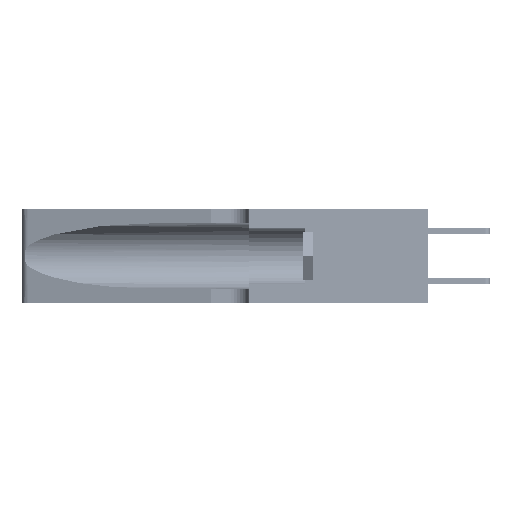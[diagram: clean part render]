
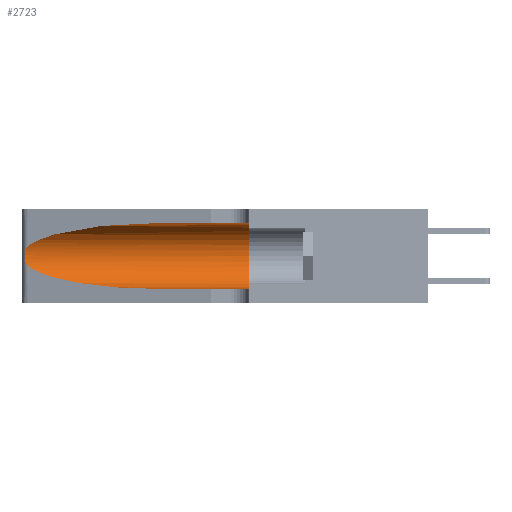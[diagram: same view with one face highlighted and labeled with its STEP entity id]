
A CAD part, left-side view. The second image highlights one B-rep face of the part: STEP entity #2723.
In plain terms, the highlighted cylindrical face has radius 3.308 mm (diameter 6.617 mm), a partial arc.
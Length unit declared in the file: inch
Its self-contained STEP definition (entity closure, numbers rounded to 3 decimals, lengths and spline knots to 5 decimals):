
#265 = ORIENTED_EDGE ( 'NONE', *, *, #42273, .F. ) ;
#1965 = B_SPLINE_CURVE_WITH_KNOTS ( 'NONE', 3,
 ( #16846, #39500, #26440, #29928, #3418, #10001, #19602, #36555, #42806, #29793, #10411, #40582, #16978, #30580 ),
 .UNSPECIFIED., .F., .F.,
 ( 4, 2, 2, 2, 2, 2, 4 ),
 ( 0., 0.00027, 0.00053, 0.00107, 0.0016, 0.00187, 0.00214 ),
 .UNSPECIFIED. ) ;
#2723 = ADVANCED_FACE ( 'NONE', ( #25503 ), #35325, .F. ) ;
#2959 = DIRECTION ( 'NONE',  ( 0., -1., 0. ) ) ;
#3044 = CARTESIAN_POINT ( 'NONE',  ( 0.1305, 1.61858, 0.31525 ) ) ;
#3418 = CARTESIAN_POINT ( 'NONE',  ( 0.25854, 1.2359, 0.20912 ) ) ;
#3990 = CARTESIAN_POINT ( 'NONE',  ( 0.1305, 0.72297, 0.31525 ) ) ;
#4044 = EDGE_CURVE ( 'NONE', #25303, #33011, #11584, .T. ) ;
#4600 = DIRECTION ( 'NONE',  ( 0., 0., 1. ) ) ;
#7247 = EDGE_CURVE ( 'NONE', #33011, #9807, #35020, .T. ) ;
#7251 = VECTOR ( 'NONE', #13118, 39.37008 ) ;
#7268 = ORIENTED_EDGE ( 'NONE', *, *, #7247, .T. ) ;
#7617 = CARTESIAN_POINT ( 'NONE',  ( 0.18966, 0.96281, 0.31525 ) ) ;
#7661 = CARTESIAN_POINT ( 'NONE',  ( 0.25487, 1.22718, 0.14631 ) ) ;
#7741 = LINE ( 'NONE', #3044, #7251 ) ;
#9456 = DIRECTION ( 'NONE',  ( 0., 0., -1. ) ) ;
#9638 = EDGE_CURVE ( 'NONE', #21283, #22151, #7741, .T. ) ;
#9681 = AXIS2_PLACEMENT_3D ( 'NONE', #22419, #22282, #9456 ) ;
#9807 = VERTEX_POINT ( 'NONE', #25141 ) ;
#10001 = CARTESIAN_POINT ( 'NONE',  ( 0.26018, 1.23835, 0.19895 ) ) ;
#10411 = CARTESIAN_POINT ( 'NONE',  ( 0.25789, 1.23486, 0.15765 ) ) ;
#11080 = CIRCLE ( 'NONE', #39037, 0.13025 ) ;
#11434 = EDGE_CURVE ( 'NONE', #21283, #32303, #26265, .T. ) ;
#11584 =( BOUNDED_CURVE ( )  B_SPLINE_CURVE ( 3, ( #35074, #12019, #41521, #33195 ),
 .UNSPECIFIED., .F., .F. ) 
 B_SPLINE_CURVE_WITH_KNOTS ( ( 4, 4 ),
 ( 3.44316, 4.71239 ),
 .UNSPECIFIED. ) 
 CURVE ( )  GEOMETRIC_REPRESENTATION_ITEM ( )  RATIONAL_B_SPLINE_CURVE ( ( 1., 0.87, 0.87, 1. ) ) 
 REPRESENTATION_ITEM ( '' )  );
#12019 = CARTESIAN_POINT ( 'NONE',  ( 0.2373, 1.15595, 0.08982 ) ) ;
#13118 = DIRECTION ( 'NONE',  ( 0., -1., 0. ) ) ;
#14961 = CARTESIAN_POINT ( 'NONE',  ( 0.2373, 1.15595, 0.28018 ) ) ;
#16846 = CARTESIAN_POINT ( 'NONE',  ( 0.25487, 1.22718, 0.22369 ) ) ;
#16978 = CARTESIAN_POINT ( 'NONE',  ( 0.25555, 1.22993, 0.14849 ) ) ;
#17414 = DIRECTION ( 'NONE',  ( 0., 1., 0. ) ) ;
#18144 = CARTESIAN_POINT ( 'NONE',  ( 0.1305, 0.72297, 0.05475 ) ) ;
#19602 = CARTESIAN_POINT ( 'NONE',  ( 0.26075, 1.23896, 0.19203 ) ) ;
#19918 = CARTESIAN_POINT ( 'NONE',  ( 0.1305, 0.72297, 0.31525 ) ) ;
#21283 = VERTEX_POINT ( 'NONE', #19918 ) ;
#21284 = ORIENTED_EDGE ( 'NONE', *, *, #11434, .T. ) ;
#22151 = VERTEX_POINT ( 'NONE', #33270 ) ;
#22282 = DIRECTION ( 'NONE',  ( 0., -1., 0. ) ) ;
#22419 = CARTESIAN_POINT ( 'NONE',  ( 0.1305, 1.61858, 0.185 ) ) ;
#23412 = ORIENTED_EDGE ( 'NONE', *, *, #32830, .T. ) ;
#24396 = CARTESIAN_POINT ( 'NONE',  ( 0.25487, 1.22718, 0.22369 ) ) ;
#25141 = CARTESIAN_POINT ( 'NONE',  ( 0.1305, 0.35, 0.05475 ) ) ;
#25303 = VERTEX_POINT ( 'NONE', #7661 ) ;
#25503 = FACE_OUTER_BOUND ( 'NONE', #42900, .T. ) ;
#26242 = VECTOR ( 'NONE', #2959, 39.37008 ) ;
#26265 =( BOUNDED_CURVE ( )  B_SPLINE_CURVE ( 3, ( #3990, #7617, #14961, #40892 ),
 .UNSPECIFIED., .F., .F. ) 
 B_SPLINE_CURVE_WITH_KNOTS ( ( 4, 4 ),
 ( 1.5708, 2.84003 ),
 .UNSPECIFIED. ) 
 CURVE ( )  GEOMETRIC_REPRESENTATION_ITEM ( )  RATIONAL_B_SPLINE_CURVE ( ( 1., 0.87, 0.87, 1. ) ) 
 REPRESENTATION_ITEM ( '' )  );
#26440 = CARTESIAN_POINT ( 'NONE',  ( 0.25639, 1.23184, 0.21858 ) ) ;
#29793 = CARTESIAN_POINT ( 'NONE',  ( 0.25856, 1.23593, 0.16098 ) ) ;
#29928 = CARTESIAN_POINT ( 'NONE',  ( 0.25787, 1.23484, 0.2124 ) ) ;
#30580 = CARTESIAN_POINT ( 'NONE',  ( 0.25487, 1.22718, 0.14631 ) ) ;
#32303 = VERTEX_POINT ( 'NONE', #24396 ) ;
#32479 = CARTESIAN_POINT ( 'NONE',  ( 0.1305, 1.61858, 0.05475 ) ) ;
#32830 = EDGE_CURVE ( 'NONE', #32303, #25303, #1965, .T. ) ;
#33011 = VERTEX_POINT ( 'NONE', #18144 ) ;
#33195 = CARTESIAN_POINT ( 'NONE',  ( 0.1305, 0.72297, 0.05475 ) ) ;
#33270 = CARTESIAN_POINT ( 'NONE',  ( 0.1305, 0.35, 0.31525 ) ) ;
#35020 = LINE ( 'NONE', #32479, #26242 ) ;
#35074 = CARTESIAN_POINT ( 'NONE',  ( 0.25487, 1.22718, 0.14631 ) ) ;
#35325 = CYLINDRICAL_SURFACE ( 'NONE', #9681, 0.13025 ) ;
#36555 = CARTESIAN_POINT ( 'NONE',  ( 0.26075, 1.23896, 0.178 ) ) ;
#36640 = ORIENTED_EDGE ( 'NONE', *, *, #4044, .T. ) ;
#37264 = CARTESIAN_POINT ( 'NONE',  ( 0.1305, 0.35, 0.185 ) ) ;
#39037 = AXIS2_PLACEMENT_3D ( 'NONE', #37264, #17414, #4600 ) ;
#39500 = CARTESIAN_POINT ( 'NONE',  ( 0.25555, 1.22994, 0.2215 ) ) ;
#40582 = CARTESIAN_POINT ( 'NONE',  ( 0.25639, 1.23186, 0.15144 ) ) ;
#40892 = CARTESIAN_POINT ( 'NONE',  ( 0.25487, 1.22718, 0.22369 ) ) ;
#41521 = CARTESIAN_POINT ( 'NONE',  ( 0.18966, 0.96281, 0.05475 ) ) ;
#41527 = ORIENTED_EDGE ( 'NONE', *, *, #9638, .F. ) ;
#42273 = EDGE_CURVE ( 'NONE', #22151, #9807, #11080, .T. ) ;
#42806 = CARTESIAN_POINT ( 'NONE',  ( 0.26017, 1.23833, 0.17102 ) ) ;
#42900 = EDGE_LOOP ( 'NONE', ( #21284, #23412, #36640, #7268, #265, #41527 ) ) ;
